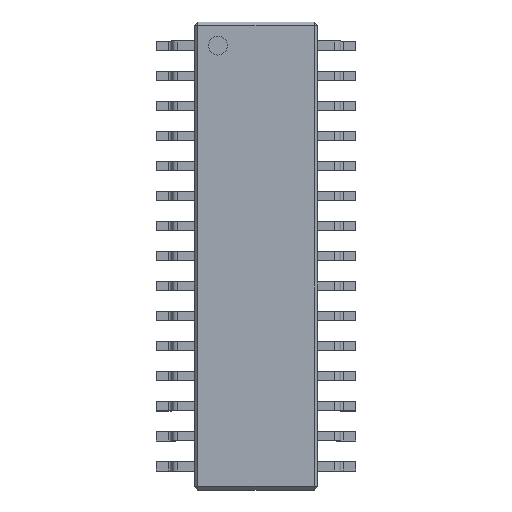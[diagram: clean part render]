
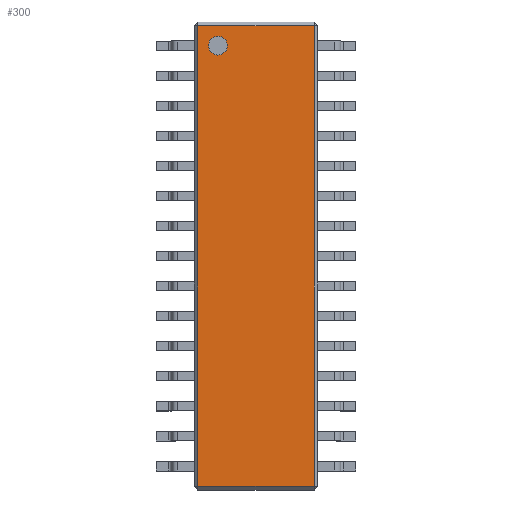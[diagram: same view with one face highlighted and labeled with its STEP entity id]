
A CAD part, top view. The second image highlights one B-rep face of the part: STEP entity #300.
In plain terms, the highlighted planar face has unit normal (0, 0, 1).
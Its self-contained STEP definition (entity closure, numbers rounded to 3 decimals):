
#13=DIRECTION('',(0.,0.,1.));
#14=DIRECTION('',(1.,0.,0.));
#93=VECTOR('',#94,1.);
#94=DIRECTION('',(0.,1.,0.));
#169=VERTEX_POINT('',#170);
#170=CARTESIAN_POINT('',(-2.46,-9.74,2.7));
#178=VERTEX_POINT('',#179);
#179=CARTESIAN_POINT('',(-2.46,9.74,2.7));
#184=ORIENTED_EDGE('',*,*,#185,.F.);
#185=EDGE_CURVE('',#169,#178,#186,.T.);
#186=LINE('',#187,#93);
#187=CARTESIAN_POINT('',(-2.46,-9.89,2.7));
#257=VECTOR('',#14,1.);
#300=ADVANCED_FACE('',(#301,#319),#328,.T.);
#301=FACE_BOUND('',#302,.T.);
#302=EDGE_LOOP('',(#184,#303,#309,#315));
#303=ORIENTED_EDGE('',*,*,#304,.T.);
#304=EDGE_CURVE('',#169,#305,#307,.T.);
#305=VERTEX_POINT('',#306);
#306=CARTESIAN_POINT('',(2.46,-9.74,2.7));
#307=LINE('',#308,#257);
#308=CARTESIAN_POINT('',(-2.61,-9.74,2.7));
#309=ORIENTED_EDGE('',*,*,#310,.T.);
#310=EDGE_CURVE('',#305,#311,#313,.T.);
#311=VERTEX_POINT('',#312);
#312=CARTESIAN_POINT('',(2.46,9.74,2.7));
#313=LINE('',#314,#93);
#314=CARTESIAN_POINT('',(2.46,-9.89,2.7));
#315=ORIENTED_EDGE('',*,*,#316,.F.);
#316=EDGE_CURVE('',#178,#311,#317,.T.);
#317=LINE('',#318,#257);
#318=CARTESIAN_POINT('',(-2.61,9.74,2.7));
#319=FACE_BOUND('',#320,.T.);
#320=EDGE_LOOP('',(#321));
#321=ORIENTED_EDGE('',*,*,#322,.F.);
#322=EDGE_CURVE('',#323,#323,#325,.T.);
#323=VERTEX_POINT('',#324);
#324=CARTESIAN_POINT('',(-1.21,8.89,2.7));
#325=CIRCLE('',#326,0.4);
#326=AXIS2_PLACEMENT_3D('',#327,#13,#14);
#327=CARTESIAN_POINT('',(-1.61,8.89,2.7));
#328=PLANE('',#329);
#329=AXIS2_PLACEMENT_3D('',#330,#13,#14);
#330=CARTESIAN_POINT('',(-2.61,-9.89,2.7));
